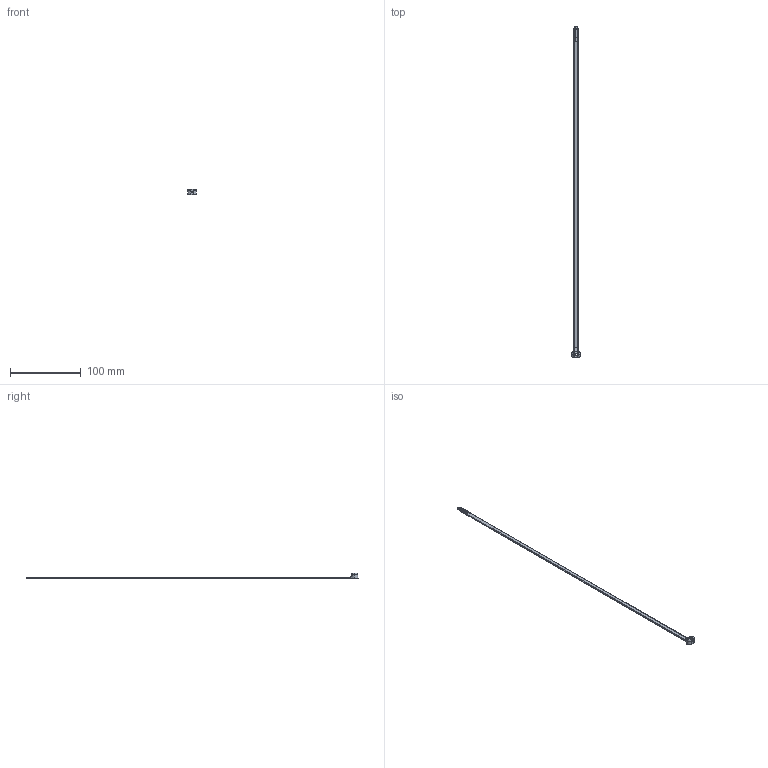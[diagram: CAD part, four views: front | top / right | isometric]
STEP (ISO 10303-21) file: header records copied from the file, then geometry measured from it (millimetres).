
FILE_DESCRIPTION(/* description */ (''),/* implementation_level */ '2;1');
FILE_NAME(/* name */ 'PANDUIT_BT5LH.stp',/* time_stamp */ '2019-12-09T17:01:56-06:00',/* author */ (''),/* organization */ (''),/* preprocessor_version */ 'ST-DEVELOPER v16',/* originating_system */ 'SIEMENS PLM Software NX 11.0',/* authorisation */ '');
FILE_SCHEMA (('AP203_CONFIGURATION_CONTROLLED_3D_DESIGN_OF_MECHANICAL_PARTS_AND_ASSEMBLIES_MIM_LF { 1 0 10303 403 2 1 2}'));
Length unit declared in the file: inch
Products named in the file (1): BWG278CE0A69gxv
Bounding box: 13.11 x 467.89 x 8.13 mm (x, y, z)
Volume: 5071.7 mm3; surface area: 7672.8 mm2
Topology: 1 solids, 1 shells, 270 faces, 758 edges, 486 vertices
Faces by surface type: plane 133, cylinder 73, bspline 39, torus 14, cone 7, extrusion 4
Entity records: 11142 total; most frequent: CARTESIAN_POINT 4374, ORIENTED_EDGE 1508, DIRECTION 1293, EDGE_CURVE 754, VERTEX_POINT 486, AXIS2_PLACEMENT_3D 479, VECTOR 335, LINE 331
